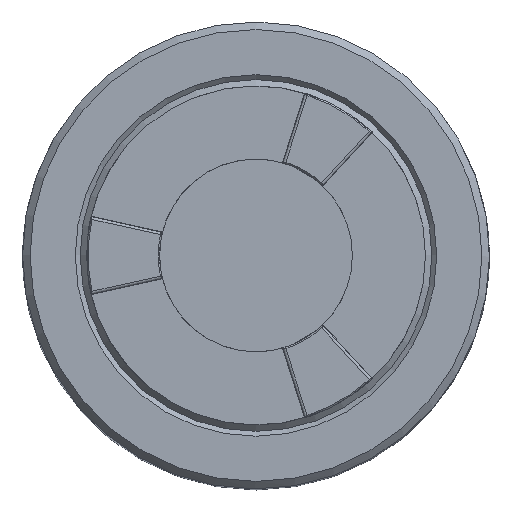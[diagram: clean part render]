
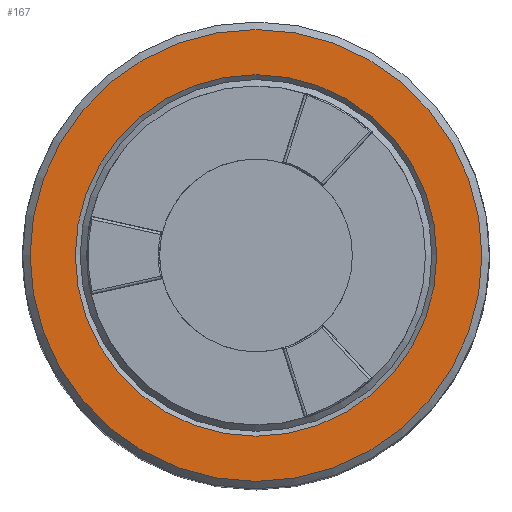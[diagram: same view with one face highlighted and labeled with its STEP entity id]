
A CAD part, top view. The second image highlights one B-rep face of the part: STEP entity #167.
In plain terms, the highlighted planar face has unit normal (0, 0, 1).
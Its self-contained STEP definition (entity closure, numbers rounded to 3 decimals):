
#167=ADVANCED_FACE('',(#263,#264),#230,.F.);
#230=PLANE('',#1061);
#263=FACE_BOUND('',#304,.T.);
#264=FACE_BOUND('',#305,.T.);
#304=EDGE_LOOP('',(#450));
#305=EDGE_LOOP('',(#451));
#387=CIRCLE('',#1053,12.);
#392=CIRCLE('',#1060,15.);
#450=ORIENTED_EDGE('',*,*,#832,.T.);
#451=ORIENTED_EDGE('',*,*,#823,.F.);
#723=VERTEX_POINT('',#1489);
#730=VERTEX_POINT('',#1507);
#823=EDGE_CURVE('',#723,#723,#387,.T.);
#832=EDGE_CURVE('',#730,#730,#392,.T.);
#1053=AXIS2_PLACEMENT_3D('',#1488,#1188,#1189);
#1060=AXIS2_PLACEMENT_3D('',#1506,#1206,#1207);
#1061=AXIS2_PLACEMENT_3D('',#1508,#1208,#1209);
#1188=DIRECTION('',(0.,0.,1.));
#1189=DIRECTION('',(1.,0.,0.));
#1206=DIRECTION('',(0.,0.,1.));
#1207=DIRECTION('',(-1.,0.,0.));
#1208=DIRECTION('',(0.,0.,-1.));
#1209=DIRECTION('',(-1.,0.,0.));
#1488=CARTESIAN_POINT('',(0.,0.,50.));
#1489=CARTESIAN_POINT('',(12.,0.,50.));
#1506=CARTESIAN_POINT('',(0.,0.,50.));
#1507=CARTESIAN_POINT('',(-15.,0.,50.));
#1508=CARTESIAN_POINT('',(15.5,0.,50.));
